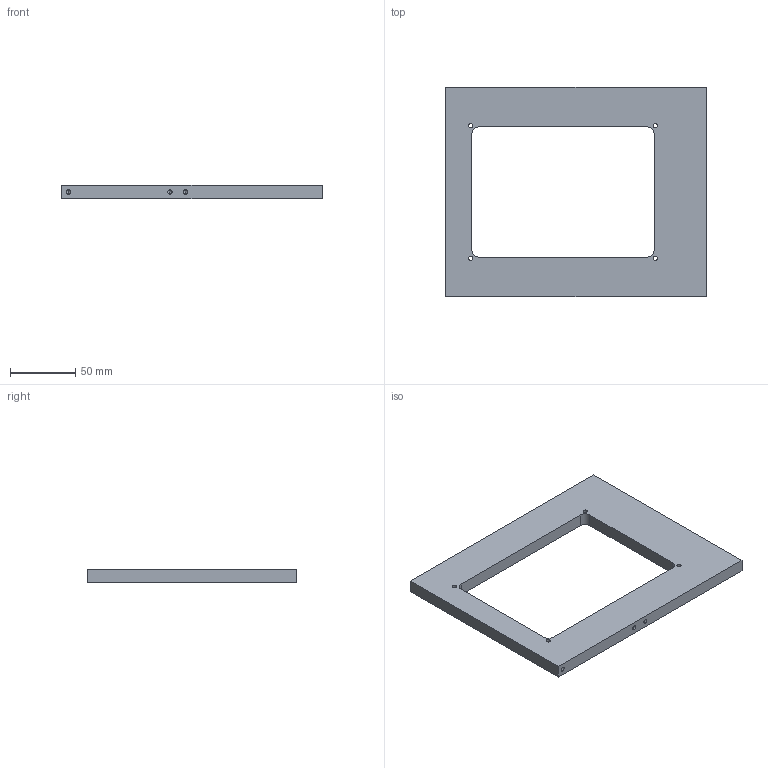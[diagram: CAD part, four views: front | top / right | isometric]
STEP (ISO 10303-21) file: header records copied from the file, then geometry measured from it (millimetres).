
FILE_DESCRIPTION (( 'STEP AP214' ), '1' );
FILE_NAME ('MEC0110-01.STEP', '2018-08-21T13:05:14', ( '' ), ( '' ), 'SwSTEP 2.0', 'SolidWorks 2017', '' );
FILE_SCHEMA (( 'AUTOMOTIVE_DESIGN' ));
Length unit declared in the file: millimetre
Products named in the file (1): MEC0110-01
Bounding box: 200 x 161 x 10 mm (x, y, z)
Volume: 181442 mm3; surface area: 49268.6 mm2
Topology: 1 solids, 1 shells, 62 faces, 160 edges, 90 vertices
Faces by surface type: cylinder 32, cone 20, plane 10
Entity records: 2110 total; most frequent: DIRECTION 330, CARTESIAN_POINT 293, ORIENTED_EDGE 280, EDGE_CURVE 140, AXIS2_PLACEMENT_3D 127, VERTEX_POINT 90, EDGE_LOOP 82, VECTOR 76
